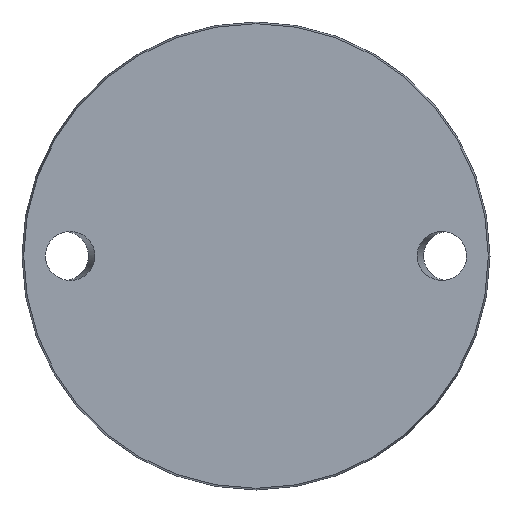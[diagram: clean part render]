
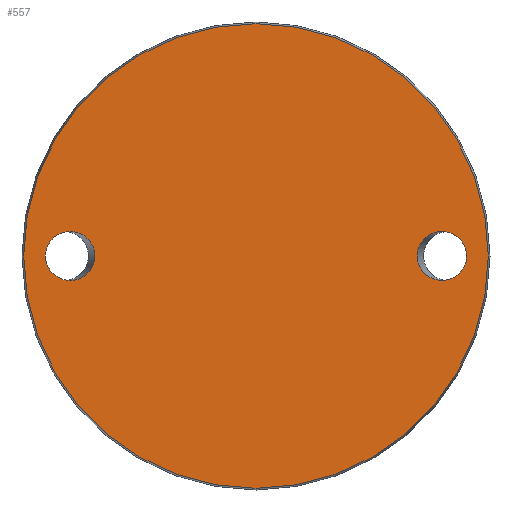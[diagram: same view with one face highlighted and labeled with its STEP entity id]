
A CAD part, front view. The second image highlights one B-rep face of the part: STEP entity #557.
In plain terms, the highlighted planar face has unit normal (0, -1, 0).
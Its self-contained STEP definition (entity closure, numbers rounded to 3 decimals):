
#10 = CARTESIAN_POINT ( 'NONE',  ( -71.115, 0., -16.5 ) ) ;
#15 = CARTESIAN_POINT ( 'NONE',  ( -78.425, 0., 0. ) ) ;
#40 = CARTESIAN_POINT ( 'NONE',  ( 71.115, 0., 0. ) ) ;
#92 = CARTESIAN_POINT ( 'NONE',  ( -71.115, 0., 0. ) ) ;
#98 = AXIS2_PLACEMENT_3D ( 'NONE', #15, #314, #481 ) ;
#122 = CARTESIAN_POINT ( 'NONE',  ( 71.115, 0., 16.5 ) ) ;
#135 = ORIENTED_EDGE ( 'NONE', *, *, #347, .F. ) ;
#149 = CARTESIAN_POINT ( 'NONE',  ( -71.115, 0., 0. ) ) ;
#153 = EDGE_CURVE ( 'NONE', #243, #243, #757, .T. ) ;
#163 = CARTESIAN_POINT ( 'NONE',  ( 0., 0., -78.425 ) ) ;
#168 = VERTEX_POINT ( 'NONE', #149 ) ;
#170 = CARTESIAN_POINT ( 'NONE',  ( -71.115, 0., 16.5 ) ) ;
#203 = CARTESIAN_POINT ( 'NONE',  ( 54.385, 0., -16.5 ) ) ;
#235 = EDGE_LOOP ( 'NONE', ( #135 ) ) ;
#242 = ORIENTED_EDGE ( 'NONE', *, *, #677, .T. ) ;
#243 = VERTEX_POINT ( 'NONE', #163 ) ;
#290 = FACE_BOUND ( 'NONE', #307, .T. ) ;
#307 = EDGE_LOOP ( 'NONE', ( #242 ) ) ;
#314 = DIRECTION ( 'NONE',  ( 0., 1., 0. ) ) ;
#342 =( BOUNDED_CURVE ( )  B_SPLINE_CURVE ( 3, ( #577, #203, #507, #40, #122, #344, #959 ),
 .UNSPECIFIED., .T., .T. ) 
 B_SPLINE_CURVE_WITH_KNOTS ( ( 4, 3, 4 ),
 ( 0., 3.142, 6.283 ),
 .UNSPECIFIED. ) 
 CURVE ( )  GEOMETRIC_REPRESENTATION_ITEM ( )  RATIONAL_B_SPLINE_CURVE ( ( 1., 0.333, 0.333, 1., 0.333, 0.333, 1. ) ) 
 REPRESENTATION_ITEM ( '' )  );
#344 = CARTESIAN_POINT ( 'NONE',  ( 54.385, 0., 16.5 ) ) ;
#347 = EDGE_CURVE ( 'NONE', #784, #784, #342, .T. ) ;
#402 = DIRECTION ( 'NONE',  ( 0., -1., 0. ) ) ;
#439 =( BOUNDED_CURVE ( )  B_SPLINE_CURVE ( 3, ( #781, #170, #558, #475, #785, #10, #92 ),
 .UNSPECIFIED., .T., .T. ) 
 B_SPLINE_CURVE_WITH_KNOTS ( ( 4, 3, 4 ),
 ( 0., 3.142, 6.283 ),
 .UNSPECIFIED. ) 
 CURVE ( )  GEOMETRIC_REPRESENTATION_ITEM ( )  RATIONAL_B_SPLINE_CURVE ( ( 1., 0.333, 0.333, 1., 0.333, 0.333, 1. ) ) 
 REPRESENTATION_ITEM ( '' )  );
#461 = EDGE_LOOP ( 'NONE', ( #848 ) ) ;
#475 = CARTESIAN_POINT ( 'NONE',  ( -54.385, 0., 0. ) ) ;
#481 = DIRECTION ( 'NONE',  ( 0., 0., 1. ) ) ;
#507 = CARTESIAN_POINT ( 'NONE',  ( 71.115, 0., -16.5 ) ) ;
#533 = FACE_BOUND ( 'NONE', #235, .T. ) ;
#548 = CARTESIAN_POINT ( 'NONE',  ( 0., 0., 0. ) ) ;
#557 = ADVANCED_FACE ( 'NONE', ( #290, #533, #867 ), #703, .F. ) ;
#558 = CARTESIAN_POINT ( 'NONE',  ( -54.385, 0., 16.5 ) ) ;
#571 = DIRECTION ( 'NONE',  ( 0., 0., -1. ) ) ;
#577 = CARTESIAN_POINT ( 'NONE',  ( 54.385, 0., 0. ) ) ;
#628 = AXIS2_PLACEMENT_3D ( 'NONE', #548, #402, #571 ) ;
#677 = EDGE_CURVE ( 'NONE', #168, #168, #439, .T. ) ;
#703 = PLANE ( 'NONE',  #98 ) ;
#757 = CIRCLE ( 'NONE', #628, 78.425 ) ;
#779 = CARTESIAN_POINT ( 'NONE',  ( 54.385, 0., 0. ) ) ;
#781 = CARTESIAN_POINT ( 'NONE',  ( -71.115, 0., 0. ) ) ;
#784 = VERTEX_POINT ( 'NONE', #779 ) ;
#785 = CARTESIAN_POINT ( 'NONE',  ( -54.385, 0., -16.5 ) ) ;
#848 = ORIENTED_EDGE ( 'NONE', *, *, #153, .T. ) ;
#867 = FACE_OUTER_BOUND ( 'NONE', #461, .T. ) ;
#959 = CARTESIAN_POINT ( 'NONE',  ( 54.385, 0., 0. ) ) ;
